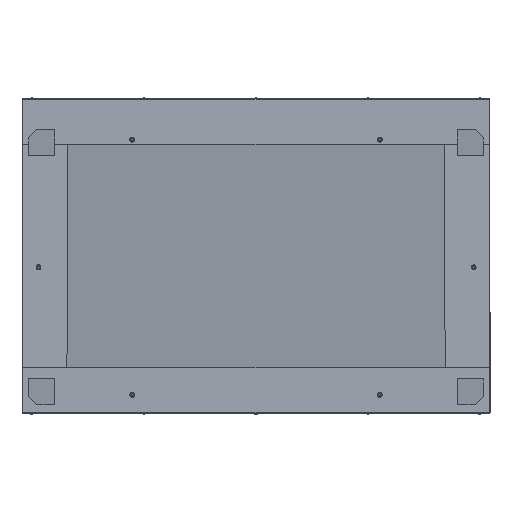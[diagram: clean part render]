
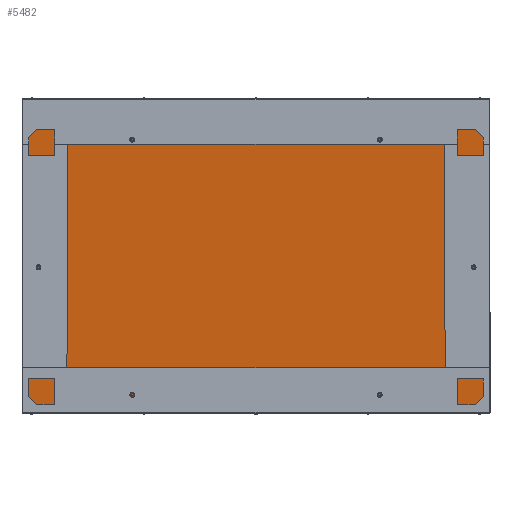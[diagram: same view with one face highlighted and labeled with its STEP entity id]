
A CAD part, front view. The second image highlights one B-rep face of the part: STEP entity #5482.
In plain terms, the highlighted planar face has unit normal (0, -0.99, -0.141).
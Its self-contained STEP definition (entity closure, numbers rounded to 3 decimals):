
#90 = PLANE ( 'NONE',  #6099 ) ;
#593 = VERTEX_POINT ( 'NONE', #2275 ) ;
#678 = EDGE_CURVE ( 'NONE', #6691, #4591, #6269, .T. ) ;
#845 = CARTESIAN_POINT ( 'NONE',  ( -518., 118.684, -697.859 ) ) ;
#1777 = EDGE_CURVE ( 'NONE', #593, #6691, #4939, .T. ) ;
#1875 = VECTOR ( 'NONE', #5462, 1000. ) ;
#2198 = ORIENTED_EDGE ( 'NONE', *, *, #5382, .F. ) ;
#2231 = EDGE_CURVE ( 'NONE', #593, #4802, #2755, .T. ) ;
#2275 = CARTESIAN_POINT ( 'NONE',  ( 518., 118.684, -697.859 ) ) ;
#2298 = CARTESIAN_POINT ( 'NONE',  ( 518., 119.01, -700.141 ) ) ;
#2419 = DIRECTION ( 'NONE',  ( -1., 0., 0. ) ) ;
#2545 = EDGE_LOOP ( 'NONE', ( #2198, #3643, #4040, #4406 ) ) ;
#2755 = LINE ( 'NONE', #4377, #1875 ) ;
#3012 = VECTOR ( 'NONE', #4394, 1000. ) ;
#3357 = CARTESIAN_POINT ( 'NONE',  ( -518., 119.01, -700.141 ) ) ;
#3361 = DIRECTION ( 'NONE',  ( 0., -0.141, 0.99 ) ) ;
#3635 = VECTOR ( 'NONE', #2419, 1000. ) ;
#3643 = ORIENTED_EDGE ( 'NONE', *, *, #2231, .F. ) ;
#4040 = ORIENTED_EDGE ( 'NONE', *, *, #1777, .T. ) ;
#4377 = CARTESIAN_POINT ( 'NONE',  ( 518., 118.684, -697.859 ) ) ;
#4394 = DIRECTION ( 'NONE',  ( 0., -0.141, 0.99 ) ) ;
#4406 = ORIENTED_EDGE ( 'NONE', *, *, #678, .T. ) ;
#4518 = VECTOR ( 'NONE', #3361, 1000. ) ;
#4591 = VERTEX_POINT ( 'NONE', #5539 ) ;
#4802 = VERTEX_POINT ( 'NONE', #845 ) ;
#4939 = LINE ( 'NONE', #6583, #4518 ) ;
#5009 = LINE ( 'NONE', #3357, #3012 ) ;
#5040 = FACE_OUTER_BOUND ( 'NONE', #2545, .T. ) ;
#5382 = EDGE_CURVE ( 'NONE', #4802, #4591, #5009, .T. ) ;
#5462 = DIRECTION ( 'NONE',  ( -1., 0., 0. ) ) ;
#5482 = ADVANCED_FACE ( 'NONE', ( #5040 ), #90, .T. ) ;
#5539 = CARTESIAN_POINT ( 'NONE',  ( -518., 19.255, -1.859 ) ) ;
#5662 = CARTESIAN_POINT ( 'NONE',  ( 518., 19.255, -1.859 ) ) ;
#6099 = AXIS2_PLACEMENT_3D ( 'NONE', #2298, #6679, #6155 ) ;
#6155 = DIRECTION ( 'NONE',  ( 0., 0.141, -0.99 ) ) ;
#6269 = LINE ( 'NONE', #5662, #3635 ) ;
#6583 = CARTESIAN_POINT ( 'NONE',  ( 518., 119.01, -700.141 ) ) ;
#6679 = DIRECTION ( 'NONE',  ( 0., -0.99, -0.141 ) ) ;
#6691 = VERTEX_POINT ( 'NONE', #6836 ) ;
#6836 = CARTESIAN_POINT ( 'NONE',  ( 518., 19.255, -1.859 ) ) ;
